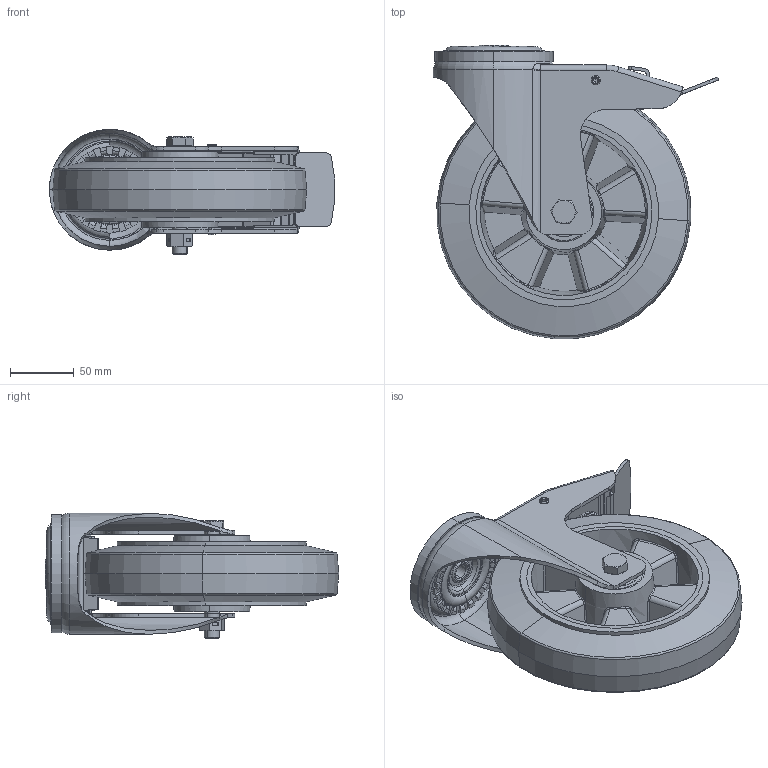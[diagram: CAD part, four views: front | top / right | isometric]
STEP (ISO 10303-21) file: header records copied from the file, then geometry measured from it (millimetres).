
FILE_DESCRIPTION (( 'STEP AP214' ), '1' );
FILE_NAME ('0055983.step', '2023-04-05T06:54:48', ( '' ), ( '' ), 'SwSTEP 2.0', 'SolidWorks 2020', '' );
FILE_SCHEMA (( 'AUTOMOTIVE_DESIGN' ));
Length unit declared in the file: millimetre
Products named in the file (1): 0055983
Bounding box: 224.14 x 230.74 x 98.5 mm (x, y, z)
Surface area: 270070.9 mm2 (no closed solid volume)
Topology: 0 solids, 21 shells, 607 faces, 1906 edges, 1297 vertices
Faces by surface type: plane 216, cylinder 111, torus 107, bspline 86, cone 75, sphere 12
Entity records: 33223 total; most frequent: CARTESIAN_POINT 10347, DIRECTION 3491, ORIENTED_EDGE 3081, EDGE_CURVE 1906, AXIS2_PLACEMENT_3D 1413, VERTEX_POINT 1297, CIRCLE 891, VECTOR 665
